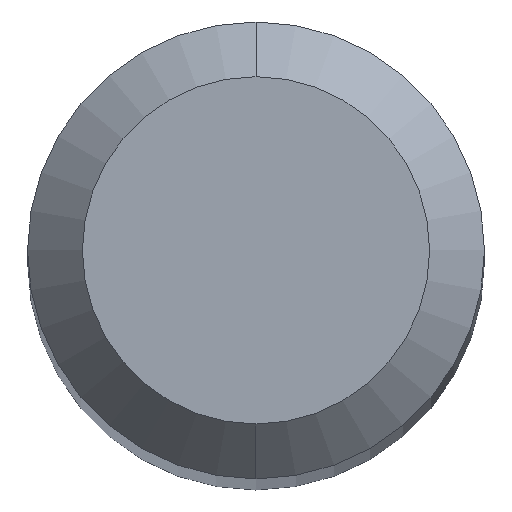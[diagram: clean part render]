
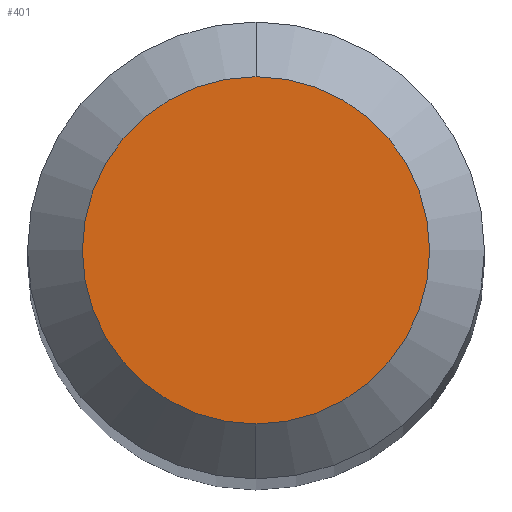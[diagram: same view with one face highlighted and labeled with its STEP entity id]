
A CAD part, top view. The second image highlights one B-rep face of the part: STEP entity #401.
In plain terms, the highlighted planar face has unit normal (0, 0, 1).
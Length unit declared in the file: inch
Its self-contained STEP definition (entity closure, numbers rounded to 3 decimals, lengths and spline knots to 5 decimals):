
#17 = CARTESIAN_POINT ( 'NONE',  ( 0., 0.0475, 0. ) ) ;
#38 = AXIS2_PLACEMENT_3D ( 'NONE', #455, #458, #135 ) ;
#53 = EDGE_CURVE ( 'NONE', #209, #472, #424, .T. ) ;
#78 = CARTESIAN_POINT ( 'NONE',  ( 0., 0., 0. ) ) ;
#84 = AXIS2_PLACEMENT_3D ( 'NONE', #78, #163, #484 ) ;
#135 = DIRECTION ( 'NONE',  ( 0., -1., 0. ) ) ;
#163 = DIRECTION ( 'NONE',  ( 0., 0., 1. ) ) ;
#197 = DIRECTION ( 'NONE',  ( 0., 1., 0. ) ) ;
#209 = VERTEX_POINT ( 'NONE', #17 ) ;
#237 = CARTESIAN_POINT ( 'NONE',  ( 0., 0.0475, 0. ) ) ;
#276 = AXIS2_PLACEMENT_3D ( 'NONE', #237, #314, #197 ) ;
#314 = DIRECTION ( 'NONE',  ( 0., 0., -1. ) ) ;
#355 = CIRCLE ( 'NONE', #84, 0.0475 ) ;
#365 = ORIENTED_EDGE ( 'NONE', *, *, #53, .T. ) ;
#366 = PLANE ( 'NONE',  #276 ) ;
#401 = ADVANCED_FACE ( 'NONE', ( #450 ), #366, .F. ) ;
#405 = EDGE_LOOP ( 'NONE', ( #365, #449 ) ) ;
#424 = CIRCLE ( 'NONE', #38, 0.0475 ) ;
#449 = ORIENTED_EDGE ( 'NONE', *, *, #494, .T. ) ;
#450 = FACE_OUTER_BOUND ( 'NONE', #405, .T. ) ;
#455 = CARTESIAN_POINT ( 'NONE',  ( 0., 0., 0. ) ) ;
#458 = DIRECTION ( 'NONE',  ( 0., 0., 1. ) ) ;
#472 = VERTEX_POINT ( 'NONE', #487 ) ;
#484 = DIRECTION ( 'NONE',  ( 0., -1., 0. ) ) ;
#487 = CARTESIAN_POINT ( 'NONE',  ( 0., -0.0475, 0. ) ) ;
#494 = EDGE_CURVE ( 'NONE', #472, #209, #355, .T. ) ;
